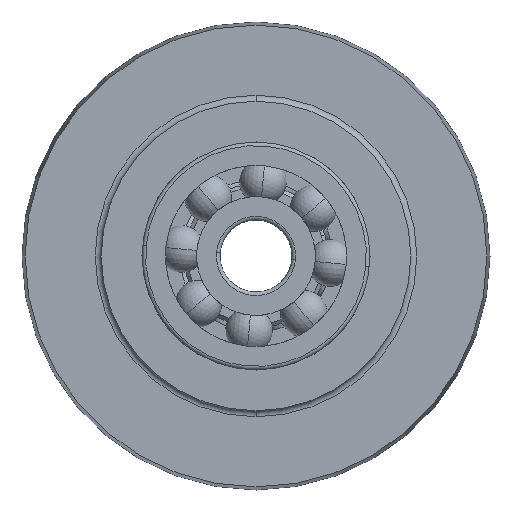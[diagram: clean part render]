
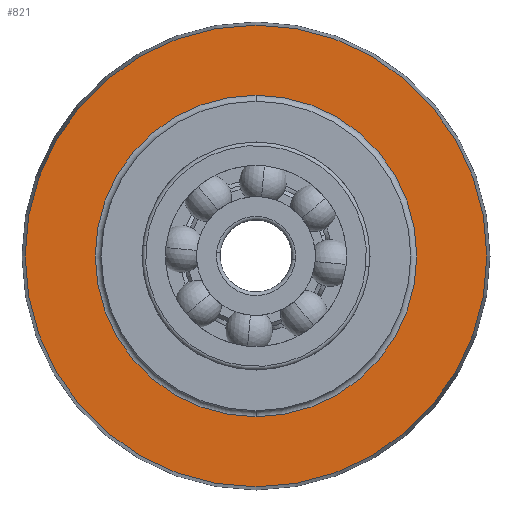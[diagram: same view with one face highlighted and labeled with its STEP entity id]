
A CAD part, front view. The second image highlights one B-rep face of the part: STEP entity #821.
In plain terms, the highlighted planar face has unit normal (0, -1, 0).
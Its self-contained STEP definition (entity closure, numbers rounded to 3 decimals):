
#199 = CARTESIAN_POINT ( 'NONE',  ( 0., 3.8, 0. ) ) ;
#200 = DIRECTION ( 'NONE',  ( 0., -1., 0. ) ) ;
#201 = DIRECTION ( 'NONE',  ( 0., 0., -1. ) ) ;
#311 = CARTESIAN_POINT ( 'NONE',  ( 0., 3.8, 0. ) ) ;
#312 = DIRECTION ( 'NONE',  ( 0., 1., 0. ) ) ;
#313 = DIRECTION ( 'NONE',  ( 0., 0., -1. ) ) ;
#334 = CARTESIAN_POINT ( 'NONE',  ( 0., 3.8, 0. ) ) ;
#335 = DIRECTION ( 'NONE',  ( 0., -1., 0. ) ) ;
#336 = DIRECTION ( 'NONE',  ( 0., 0., -1. ) ) ;
#713 = CARTESIAN_POINT ( 'NONE',  ( 0., 3.8, 0. ) ) ;
#714 = DIRECTION ( 'NONE',  ( 0., 1., 0. ) ) ;
#715 = DIRECTION ( 'NONE',  ( 0., 0., -1. ) ) ;
#821 = ADVANCED_FACE ( 'NONE', ( #3749, #3752 ), #3357, .T. ) ;
#884 = VERTEX_POINT ( 'NONE', #3196 ) ;
#885 = VERTEX_POINT ( 'NONE', #3195 ) ;
#887 = VERTEX_POINT ( 'NONE', #3192 ) ;
#890 = VERTEX_POINT ( 'NONE', #3189 ) ;
#1119 = AXIS2_PLACEMENT_3D ( 'NONE', #3363, #3367, #3362 ) ;
#1215 = EDGE_CURVE ( 'NONE', #884, #885, #4165, .T. ) ;
#1222 = EDGE_CURVE ( 'NONE', #887, #890, #2844, .T. ) ;
#1241 = EDGE_CURVE ( 'NONE', #890, #887, #2870, .T. ) ;
#1260 = EDGE_CURVE ( 'NONE', #885, #884, #2898, .T. ) ;
#1453 = AXIS2_PLACEMENT_3D ( 'NONE', #713, #714, #715 ) ;
#1456 = AXIS2_PLACEMENT_3D ( 'NONE', #311, #312, #313 ) ;
#1485 = AXIS2_PLACEMENT_3D ( 'NONE', #199, #200, #201 ) ;
#1500 = AXIS2_PLACEMENT_3D ( 'NONE', #334, #335, #336 ) ;
#1929 = ORIENTED_EDGE ( 'NONE', *, *, #1215, .T. ) ;
#1930 = ORIENTED_EDGE ( 'NONE', *, *, #1260, .T. ) ;
#1931 = ORIENTED_EDGE ( 'NONE', *, *, #1241, .T. ) ;
#1932 = ORIENTED_EDGE ( 'NONE', *, *, #1222, .T. ) ;
#2502 = EDGE_LOOP ( 'NONE', ( #1931, #1932 ) ) ;
#2505 = EDGE_LOOP ( 'NONE', ( #1929, #1930 ) ) ;
#2844 = CIRCLE ( 'NONE', #1500, 19.238 ) ;
#2870 = CIRCLE ( 'NONE', #1485, 19.238 ) ;
#2898 = CIRCLE ( 'NONE', #1453, 13.4 ) ;
#3189 = CARTESIAN_POINT ( 'NONE',  ( 0., 3.8, 19.238 ) ) ;
#3192 = CARTESIAN_POINT ( 'NONE',  ( 0., 3.8, -19.238 ) ) ;
#3195 = CARTESIAN_POINT ( 'NONE',  ( 0., 3.8, 13.4 ) ) ;
#3196 = CARTESIAN_POINT ( 'NONE',  ( 0., 3.8, -13.4 ) ) ;
#3357 = PLANE ( 'NONE',  #1119 ) ;
#3362 = DIRECTION ( 'NONE',  ( 0., 0., -1. ) ) ;
#3363 = CARTESIAN_POINT ( 'NONE',  ( 12.9, 3.8, 0. ) ) ;
#3367 = DIRECTION ( 'NONE',  ( 0., -1., 0. ) ) ;
#3749 = FACE_BOUND ( 'NONE', #2505, .T. ) ;
#3752 = FACE_OUTER_BOUND ( 'NONE', #2502, .T. ) ;
#4165 = CIRCLE ( 'NONE', #1456, 13.4 ) ;
